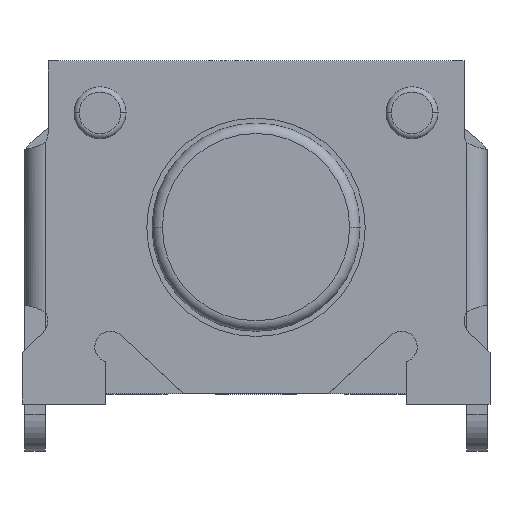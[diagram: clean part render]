
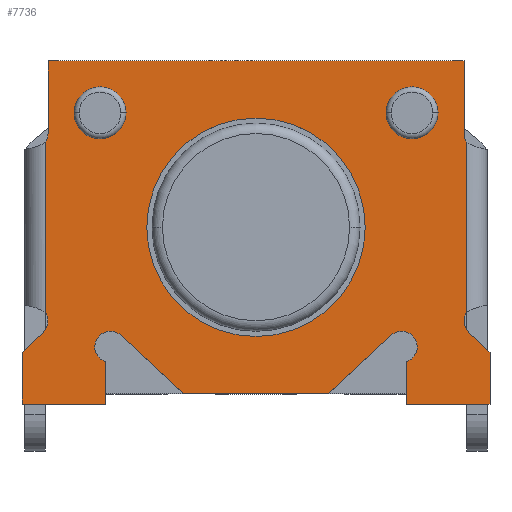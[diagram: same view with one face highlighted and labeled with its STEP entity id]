
A CAD part, top view. The second image highlights one B-rep face of the part: STEP entity #7736.
In plain terms, the highlighted planar face has unit normal (0, 0, 1).
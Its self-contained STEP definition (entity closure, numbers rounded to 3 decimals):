
#1505=CARTESIAN_POINT('',(4.15,0.7,2.55));
#1506=DIRECTION('',(0.,0.,-1.));
#1507=DIRECTION('',(-0.685,-0.728,0.));
#1508=AXIS2_PLACEMENT_3D('',#1505,#1506,#1507);
#1510=DIRECTION('',(-0.728,0.685,0.));
#1511=VECTOR('',#1510,0.278);
#1512=CARTESIAN_POINT('',(4.25,0.4,2.55));
#1513=LINE('',#1512,#1511);
#1514=DIRECTION('',(0.,1.,0.));
#1515=VECTOR('',#1514,0.5);
#1516=CARTESIAN_POINT('',(4.25,-0.1,2.55));
#1517=LINE('',#1516,#1515);
#1518=DIRECTION('',(1.,0.,0.));
#1519=VECTOR('',#1518,0.8);
#1520=CARTESIAN_POINT('',(3.45,-0.1,2.55));
#1521=LINE('',#1520,#1519);
#1522=DIRECTION('',(0.,-1.,0.));
#1523=VECTOR('',#1522,0.409);
#1524=CARTESIAN_POINT('',(3.45,0.309,2.55));
#1525=LINE('',#1524,#1523);
#1526=CARTESIAN_POINT('',(3.4,0.45,2.55));
#1527=DIRECTION('',(0.,0.,-1.));
#1528=DIRECTION('',(1.,0.,0.));
#1529=AXIS2_PLACEMENT_3D('',#1526,#1527,#1528);
#1531=CARTESIAN_POINT('',(3.4,0.45,2.55));
#1532=DIRECTION('',(0.,0.,-1.));
#1533=DIRECTION('',(-0.684,0.73,0.));
#1534=AXIS2_PLACEMENT_3D('',#1531,#1532,#1533);
#1536=DIRECTION('',(0.73,0.684,0.));
#1537=VECTOR('',#1536,0.819);
#1538=CARTESIAN_POINT('',(2.7,0.,2.55));
#1539=LINE('',#1538,#1537);
#1540=DIRECTION('',(1.,0.,0.));
#1541=VECTOR('',#1540,1.4);
#1542=CARTESIAN_POINT('',(1.3,0.,2.55));
#1543=LINE('',#1542,#1541);
#1544=DIRECTION('',(0.73,-0.684,0.));
#1545=VECTOR('',#1544,0.819);
#1546=CARTESIAN_POINT('',(0.703,0.559,2.55));
#1547=LINE('',#1546,#1545);
#1548=CARTESIAN_POINT('',(0.6,0.45,2.55));
#1549=DIRECTION('',(0.,0.,-1.));
#1550=DIRECTION('',(-1.,0.,0.));
#1551=AXIS2_PLACEMENT_3D('',#1548,#1549,#1550);
#1553=CARTESIAN_POINT('',(0.6,0.45,2.55));
#1554=DIRECTION('',(0.,0.,-1.));
#1555=DIRECTION('',(-0.333,-0.943,0.));
#1556=AXIS2_PLACEMENT_3D('',#1553,#1554,#1555);
#1558=DIRECTION('',(0.,1.,0.));
#1559=VECTOR('',#1558,0.409);
#1560=CARTESIAN_POINT('',(0.55,-0.1,2.55));
#1561=LINE('',#1560,#1559);
#1562=DIRECTION('',(1.,0.,0.));
#1563=VECTOR('',#1562,0.8);
#1564=CARTESIAN_POINT('',(-0.25,-0.1,2.55));
#1565=LINE('',#1564,#1563);
#1566=DIRECTION('',(0.,-1.,0.));
#1567=VECTOR('',#1566,0.5);
#1568=CARTESIAN_POINT('',(-0.25,0.4,2.55));
#1569=LINE('',#1568,#1567);
#1570=DIRECTION('',(-0.728,-0.685,0.));
#1571=VECTOR('',#1570,0.278);
#1572=CARTESIAN_POINT('',(-0.047,0.591,2.55));
#1573=LINE('',#1572,#1571);
#1574=CARTESIAN_POINT('',(-0.15,0.7,2.55));
#1575=DIRECTION('',(0.,0.,-1.));
#1576=DIRECTION('',(0.84,0.543,0.));
#1577=AXIS2_PLACEMENT_3D('',#1574,#1575,#1576);
#1579=CARTESIAN_POINT('',(-0.15,2.5,2.55));
#1580=DIRECTION('',(0.,0.,-1.));
#1581=DIRECTION('',(1.,0.,0.));
#1582=AXIS2_PLACEMENT_3D('',#1579,#1580,#1581);
#1584=DIRECTION('',(0.,-1.,0.));
#1585=VECTOR('',#1584,0.7);
#1586=CARTESIAN_POINT('',(0.,3.2,2.55));
#1587=LINE('',#1586,#1585);
#1588=DIRECTION('',(-1.,0.,0.));
#1589=VECTOR('',#1588,4.);
#1590=CARTESIAN_POINT('',(4.,3.2,2.55));
#1591=LINE('',#1590,#1589);
#1592=DIRECTION('',(0.,1.,0.));
#1593=VECTOR('',#1592,0.7);
#1594=CARTESIAN_POINT('',(4.,2.5,2.55));
#1595=LINE('',#1594,#1593);
#1596=CARTESIAN_POINT('',(4.15,2.5,2.55));
#1597=DIRECTION('',(0.,0.,-1.));
#1598=DIRECTION('',(-0.84,-0.543,0.));
#1599=AXIS2_PLACEMENT_3D('',#1596,#1597,#1598);
#1601=CARTESIAN_POINT('',(0.5,2.7,2.55));
#1602=DIRECTION('',(0.,0.,-1.));
#1603=DIRECTION('',(1.,0.,0.));
#1604=AXIS2_PLACEMENT_3D('',#1601,#1602,#1603);
#1606=CARTESIAN_POINT('',(0.5,2.7,2.55));
#1607=DIRECTION('',(0.,0.,-1.));
#1608=DIRECTION('',(-1.,0.,0.));
#1609=AXIS2_PLACEMENT_3D('',#1606,#1607,#1608);
#1611=CARTESIAN_POINT('',(3.5,2.7,2.55));
#1612=DIRECTION('',(0.,0.,-1.));
#1613=DIRECTION('',(1.,0.,0.));
#1614=AXIS2_PLACEMENT_3D('',#1611,#1612,#1613);
#1616=CARTESIAN_POINT('',(3.5,2.7,2.55));
#1617=DIRECTION('',(0.,0.,-1.));
#1618=DIRECTION('',(-1.,0.,0.));
#1619=AXIS2_PLACEMENT_3D('',#1616,#1617,#1618);
#1621=CARTESIAN_POINT('',(2.,1.6,2.55));
#1622=DIRECTION('',(0.,0.,-1.));
#1623=DIRECTION('',(1.,0.,0.));
#1624=AXIS2_PLACEMENT_3D('',#1621,#1622,#1623);
#1626=CARTESIAN_POINT('',(2.,1.6,2.55));
#1627=DIRECTION('',(0.,0.,-1.));
#1628=DIRECTION('',(-1.,0.,0.));
#1629=AXIS2_PLACEMENT_3D('',#1626,#1627,#1628);
#1647=DIRECTION('',(0.,-1.,0.));
#1648=VECTOR('',#1647,1.637);
#1649=CARTESIAN_POINT('',(4.024,2.419,2.55));
#1650=LINE('',#1649,#1648);
#2285=DIRECTION('',(0.,1.,0.));
#2286=VECTOR('',#2285,1.637);
#2287=CARTESIAN_POINT('',(-0.024,0.781,2.55));
#2288=LINE('',#2287,#2286);
#3652=CARTESIAN_POINT('',(0.,3.2,2.55));
#3653=VERTEX_POINT('',#3652);
#3654=CARTESIAN_POINT('',(4.,3.2,2.55));
#3655=VERTEX_POINT('',#3654);
#4114=CARTESIAN_POINT('',(4.,2.5,2.55));
#4115=VERTEX_POINT('',#4114);
#4118=CARTESIAN_POINT('',(0.,2.5,2.55));
#4119=VERTEX_POINT('',#4118);
#4126=CARTESIAN_POINT('',(-0.024,2.419,2.55));
#4127=VERTEX_POINT('',#4126);
#4128=CARTESIAN_POINT('',(-0.047,0.591,2.55));
#4129=CARTESIAN_POINT('',(-0.25,0.4,2.55));
#4130=VERTEX_POINT('',#4128);
#4131=VERTEX_POINT('',#4129);
#4136=CARTESIAN_POINT('',(-0.25,-0.1,2.55));
#4137=VERTEX_POINT('',#4136);
#4140=CARTESIAN_POINT('',(0.55,-0.1,2.55));
#4141=VERTEX_POINT('',#4140);
#4144=CARTESIAN_POINT('',(0.55,0.309,2.55));
#4145=VERTEX_POINT('',#4144);
#4148=CARTESIAN_POINT('',(0.45,0.45,2.55));
#4149=CARTESIAN_POINT('',(0.703,0.559,2.55));
#4150=VERTEX_POINT('',#4148);
#4151=VERTEX_POINT('',#4149);
#4156=CARTESIAN_POINT('',(1.3,0.,2.55));
#4157=VERTEX_POINT('',#4156);
#4160=CARTESIAN_POINT('',(2.7,0.,2.55));
#4161=VERTEX_POINT('',#4160);
#4164=CARTESIAN_POINT('',(3.297,0.559,2.55));
#4165=VERTEX_POINT('',#4164);
#4168=CARTESIAN_POINT('',(3.55,0.45,2.55));
#4169=CARTESIAN_POINT('',(3.45,0.309,2.55));
#4170=VERTEX_POINT('',#4168);
#4171=VERTEX_POINT('',#4169);
#4176=CARTESIAN_POINT('',(3.45,-0.1,2.55));
#4177=VERTEX_POINT('',#4176);
#4180=CARTESIAN_POINT('',(4.25,-0.1,2.55));
#4181=VERTEX_POINT('',#4180);
#4184=CARTESIAN_POINT('',(4.25,0.4,2.55));
#4185=VERTEX_POINT('',#4184);
#4188=CARTESIAN_POINT('',(4.047,0.591,2.55));
#4189=VERTEX_POINT('',#4188);
#4196=CARTESIAN_POINT('',(4.024,0.781,2.55));
#4197=VERTEX_POINT('',#4196);
#4199=CARTESIAN_POINT('',(-0.024,0.781,2.55));
#4201=VERTEX_POINT('',#4199);
#4204=CARTESIAN_POINT('',(4.024,2.419,2.55));
#4205=VERTEX_POINT('',#4204);
#4379=CARTESIAN_POINT('',(0.75,2.7,2.55));
#4381=VERTEX_POINT('',#4379);
#4383=CARTESIAN_POINT('',(0.25,2.7,2.55));
#4385=VERTEX_POINT('',#4383);
#4391=CARTESIAN_POINT('',(3.75,2.7,2.55));
#4393=VERTEX_POINT('',#4391);
#4395=CARTESIAN_POINT('',(3.25,2.7,2.55));
#4397=VERTEX_POINT('',#4395);
#4423=CARTESIAN_POINT('',(3.05,1.6,2.55));
#4425=VERTEX_POINT('',#4423);
#4427=CARTESIAN_POINT('',(0.95,1.6,2.55));
#4429=VERTEX_POINT('',#4427);
#7665=CARTESIAN_POINT('',(2.,1.55,2.55));
#7666=DIRECTION('',(0.,0.,1.));
#7667=DIRECTION('',(1.,0.,0.));
#7668=AXIS2_PLACEMENT_3D('',#7665,#7666,#7667);
#7669=PLANE('',#7668);
#7671=ORIENTED_EDGE('',*,*,#7670,.T.);
#7673=ORIENTED_EDGE('',*,*,#7672,.F.);
#7675=ORIENTED_EDGE('',*,*,#7674,.F.);
#7677=ORIENTED_EDGE('',*,*,#7676,.F.);
#7679=ORIENTED_EDGE('',*,*,#7678,.F.);
#7681=ORIENTED_EDGE('',*,*,#7680,.F.);
#7683=ORIENTED_EDGE('',*,*,#7682,.F.);
#7685=ORIENTED_EDGE('',*,*,#7684,.F.);
#7687=ORIENTED_EDGE('',*,*,#7686,.F.);
#7689=ORIENTED_EDGE('',*,*,#7688,.F.);
#7691=ORIENTED_EDGE('',*,*,#7690,.F.);
#7693=ORIENTED_EDGE('',*,*,#7692,.F.);
#7695=ORIENTED_EDGE('',*,*,#7694,.F.);
#7697=ORIENTED_EDGE('',*,*,#7696,.F.);
#7699=ORIENTED_EDGE('',*,*,#7698,.F.);
#7701=ORIENTED_EDGE('',*,*,#7700,.F.);
#7703=ORIENTED_EDGE('',*,*,#7702,.F.);
#7705=ORIENTED_EDGE('',*,*,#7704,.F.);
#7707=ORIENTED_EDGE('',*,*,#7706,.T.);
#7709=ORIENTED_EDGE('',*,*,#7708,.F.);
#7710=ORIENTED_EDGE('',*,*,#7649,.F.);
#7711=ORIENTED_EDGE('',*,*,#7143,.F.);
#7713=ORIENTED_EDGE('',*,*,#7712,.F.);
#7715=ORIENTED_EDGE('',*,*,#7714,.F.);
#7716=EDGE_LOOP('',(#7671,#7673,#7675,#7677,#7679,#7681,#7683,#7685,#7687,#7689,
#7691,#7693,#7695,#7697,#7699,#7701,#7703,#7705,#7707,#7709,#7710,#7711,#7713,
#7715));
#7717=FACE_OUTER_BOUND('',#7716,.F.);
#7719=ORIENTED_EDGE('',*,*,#7718,.F.);
#7721=ORIENTED_EDGE('',*,*,#7720,.F.);
#7722=EDGE_LOOP('',(#7719,#7721));
#7723=FACE_BOUND('',#7722,.F.);
#7725=ORIENTED_EDGE('',*,*,#7724,.F.);
#7727=ORIENTED_EDGE('',*,*,#7726,.F.);
#7728=EDGE_LOOP('',(#7725,#7727));
#7729=FACE_BOUND('',#7728,.F.);
#7731=ORIENTED_EDGE('',*,*,#7730,.F.);
#7733=ORIENTED_EDGE('',*,*,#7732,.F.);
#7734=EDGE_LOOP('',(#7731,#7733));
#7735=FACE_BOUND('',#7734,.F.);
#7736=ADVANCED_FACE('',(#7717,#7723,#7729,#7735),#7669,.T.);
#1509=CIRCLE('',#1508,0.15);
#1530=CIRCLE('',#1529,0.15);
#1535=CIRCLE('',#1534,0.15);
#1552=CIRCLE('',#1551,0.15);
#1557=CIRCLE('',#1556,0.15);
#1578=CIRCLE('',#1577,0.15);
#1583=CIRCLE('',#1582,0.15);
#1600=CIRCLE('',#1599,0.15);
#1605=CIRCLE('',#1604,0.25);
#1610=CIRCLE('',#1609,0.25);
#1615=CIRCLE('',#1614,0.25);
#1620=CIRCLE('',#1619,0.25);
#1625=CIRCLE('',#1624,1.05);
#1630=CIRCLE('',#1629,1.05);
#7143=EDGE_CURVE('',#3655,#3653,#1591,.T.);
#7649=EDGE_CURVE('',#3653,#4119,#1587,.T.);
#7670=EDGE_CURVE('',#4205,#4197,#1650,.T.);
#7672=EDGE_CURVE('',#4189,#4197,#1509,.T.);
#7674=EDGE_CURVE('',#4185,#4189,#1513,.T.);
#7676=EDGE_CURVE('',#4181,#4185,#1517,.T.);
#7678=EDGE_CURVE('',#4177,#4181,#1521,.T.);
#7680=EDGE_CURVE('',#4171,#4177,#1525,.T.);
#7682=EDGE_CURVE('',#4170,#4171,#1530,.T.);
#7684=EDGE_CURVE('',#4165,#4170,#1535,.T.);
#7686=EDGE_CURVE('',#4161,#4165,#1539,.T.);
#7688=EDGE_CURVE('',#4157,#4161,#1543,.T.);
#7690=EDGE_CURVE('',#4151,#4157,#1547,.T.);
#7692=EDGE_CURVE('',#4150,#4151,#1552,.T.);
#7694=EDGE_CURVE('',#4145,#4150,#1557,.T.);
#7696=EDGE_CURVE('',#4141,#4145,#1561,.T.);
#7698=EDGE_CURVE('',#4137,#4141,#1565,.T.);
#7700=EDGE_CURVE('',#4131,#4137,#1569,.T.);
#7702=EDGE_CURVE('',#4130,#4131,#1573,.T.);
#7704=EDGE_CURVE('',#4201,#4130,#1578,.T.);
#7706=EDGE_CURVE('',#4201,#4127,#2288,.T.);
#7708=EDGE_CURVE('',#4119,#4127,#1583,.T.);
#7712=EDGE_CURVE('',#4115,#3655,#1595,.T.);
#7714=EDGE_CURVE('',#4205,#4115,#1600,.T.);
#7718=EDGE_CURVE('',#4381,#4385,#1605,.T.);
#7720=EDGE_CURVE('',#4385,#4381,#1610,.T.);
#7724=EDGE_CURVE('',#4393,#4397,#1615,.T.);
#7726=EDGE_CURVE('',#4397,#4393,#1620,.T.);
#7730=EDGE_CURVE('',#4425,#4429,#1625,.T.);
#7732=EDGE_CURVE('',#4429,#4425,#1630,.T.);
